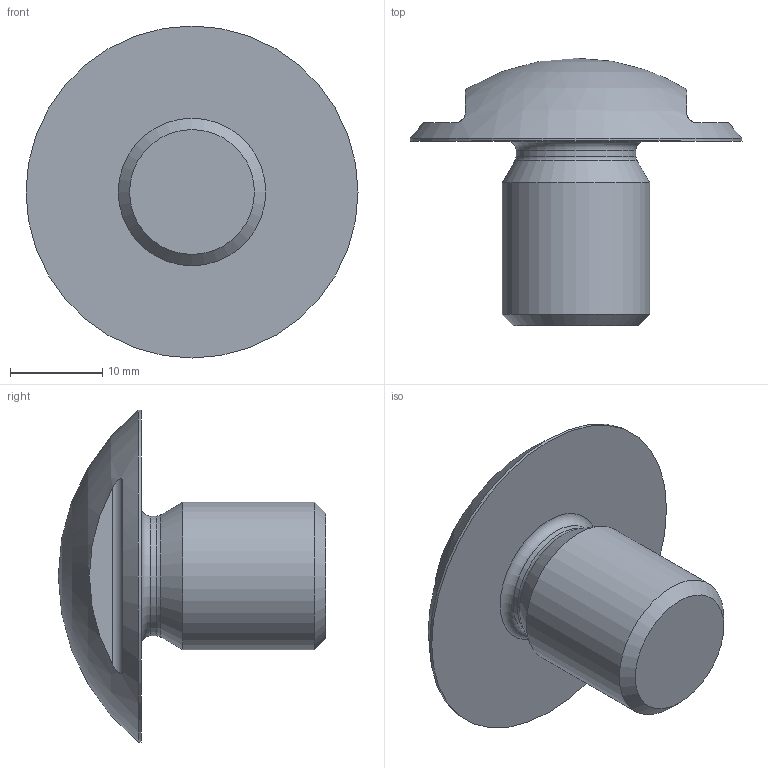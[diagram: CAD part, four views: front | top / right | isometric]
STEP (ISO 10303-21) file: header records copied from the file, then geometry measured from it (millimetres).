
FILE_DESCRIPTION( ( 'STEP AP214' ), '1' );
FILE_NAME( 'K1329.16X20.stp', '2020-12-10T11:38:53', ( '' ), ( '' ), ' ', 'PARTsolutions', ' ' );
FILE_SCHEMA( ( 'AUTOMOTIVE_DESIGN { 1 0 10303 214 1 1 1 1 }' ) );
Length unit declared in the file: millimetre
Products named in the file (1): _K1329.16X20
Bounding box: 36 x 29 x 36 mm (x, y, z)
Volume: 8647.7 mm3; surface area: 3362.1 mm2
Topology: 1 solids, 1 shells, 16 faces, 34 edges, 21 vertices
Faces by surface type: plane 6, cylinder 5, torus 2, cone 2, sphere 1
Full cylindrical faces by diameter (mm): 13 x1, 16 x1, 36 x1
Entity records: 550 total; most frequent: CARTESIAN_POINT 116, DIRECTION 64, ORIENTED_EDGE 42, AXIS2_PLACEMENT_3D 30, EDGE_LOOP 26, FACE_OUTER_BOUND 21, EDGE_CURVE 21, VERTEX_POINT 18
